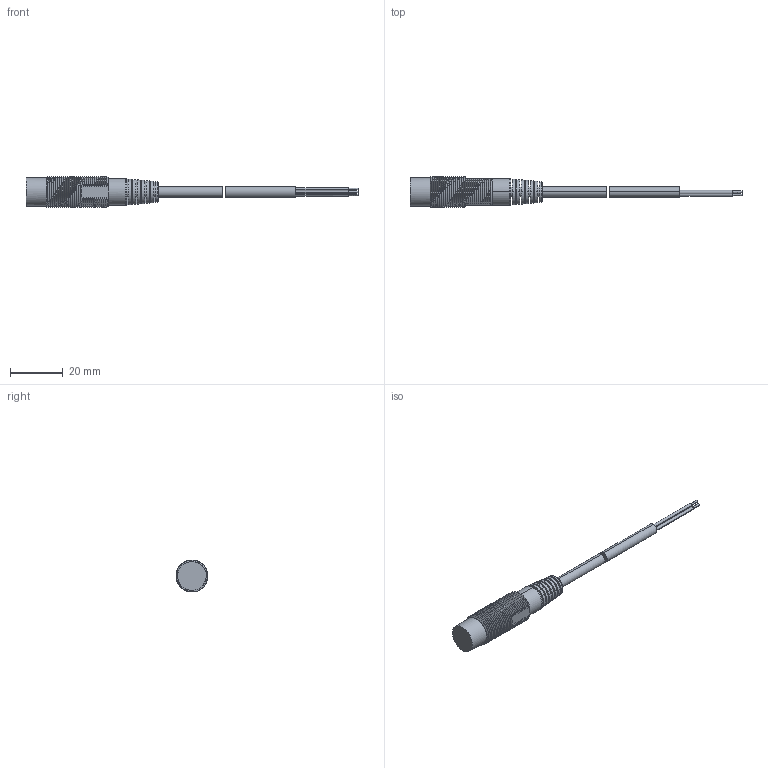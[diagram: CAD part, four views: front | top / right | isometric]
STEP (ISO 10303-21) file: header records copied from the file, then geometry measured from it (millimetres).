
FILE_DESCRIPTION( ('This file contains a STEP AP42 implementation' ,'as created by ZW3D STEP Interface translator.') ,'2;1' );
FILE_NAME( 'OCN2-1204X-X3SX.stp' ,'20 513.102718', (''), ('ZWCAD Software Co.'), 'Version 1.0', 'ZW3D to STEP translator', '' );
FILE_SCHEMA(('AUTOMOTIVE_DESIGN'));
Length unit declared in the file: millimetre
Products named in the file (2): 0; OCN2-1204X-X3SX1
Bounding box: 125.5 x 12 x 12 mm (x, y, z)
Volume: 4802.4 mm3; surface area: 4045.7 mm2
Topology: 2 solids, 2 shells, 255 faces, 674 edges, 444 vertices
Faces by surface type: bspline 255
Entity records: 20545 total; most frequent: CARTESIAN_POINT 16312, ORIENTED_EDGE 1348, EDGE_CURVE 674, B_SPLINE_CURVE_WITH_KNOTS 538, VERTEX_POINT 444, EDGE_LOOP 276, FACE_OUTER_BOUND 255, ADVANCED_FACE 255
